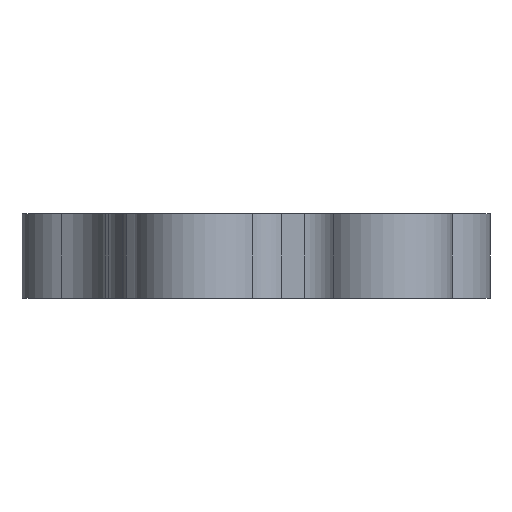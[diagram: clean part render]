
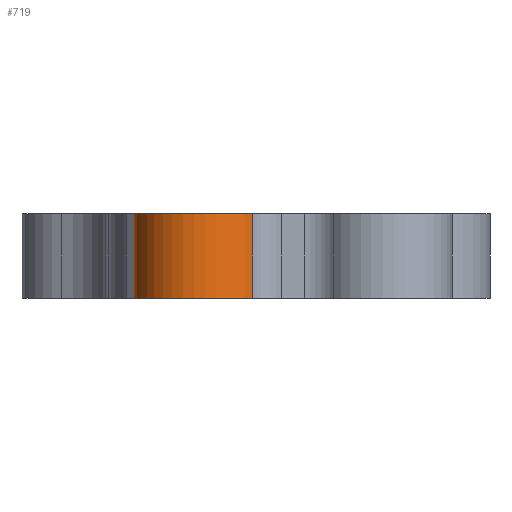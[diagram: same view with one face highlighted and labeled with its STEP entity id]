
A CAD part, left-side view. The second image highlights one B-rep face of the part: STEP entity #719.
In plain terms, the highlighted cylindrical face has radius 9 mm (diameter 18 mm), a partial arc.
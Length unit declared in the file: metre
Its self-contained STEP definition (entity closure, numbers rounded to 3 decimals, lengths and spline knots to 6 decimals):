
#19=LINE('',#1161,#60);
#20=LINE('',#1167,#61);
#60=VECTOR('',#916,1.);
#61=VECTOR('',#923,1.);
#98=CYLINDRICAL_SURFACE('',#787,0.009);
#148=ORIENTED_EDGE('',*,*,#346,.T.);
#149=ORIENTED_EDGE('',*,*,#347,.F.);
#150=ORIENTED_EDGE('',*,*,#348,.F.);
#151=ORIENTED_EDGE('',*,*,#344,.T.);
#344=EDGE_CURVE('',#442,#441,#19,.T.);
#346=EDGE_CURVE('',#441,#443,#513,.T.);
#347=EDGE_CURVE('',#444,#443,#20,.T.);
#348=EDGE_CURVE('',#442,#444,#514,.T.);
#441=VERTEX_POINT('',#1160);
#442=VERTEX_POINT('',#1162);
#443=VERTEX_POINT('',#1166);
#444=VERTEX_POINT('',#1168);
#513=CIRCLE('',#788,0.009);
#514=CIRCLE('',#789,0.009);
#570=EDGE_LOOP('',(#148,#149,#150,#151));
#639=FACE_BOUND('',#570,.T.);
#719=ADVANCED_FACE('',(#639),#98,.T.);
#787=AXIS2_PLACEMENT_3D('',#1164,#919,#920);
#788=AXIS2_PLACEMENT_3D('',#1165,#921,#922);
#789=AXIS2_PLACEMENT_3D('',#1169,#924,#925);
#916=DIRECTION('',(0.,0.,-1.));
#919=DIRECTION('',(0.,0.,-1.));
#920=DIRECTION('',(-1.,0.,0.));
#921=DIRECTION('',(0.,0.,1.));
#922=DIRECTION('',(1.,0.,0.));
#923=DIRECTION('',(0.,0.,-1.));
#924=DIRECTION('',(0.,0.,1.));
#925=DIRECTION('',(1.,0.,0.));
#1160=CARTESIAN_POINT('',(-0.029239,0.045704,0.));
#1161=CARTESIAN_POINT('',(-0.029239,0.045704,0.01143));
#1162=CARTESIAN_POINT('',(-0.029239,0.045704,0.01143));
#1164=CARTESIAN_POINT('',(-0.031088,0.036896,0.01143));
#1165=CARTESIAN_POINT('',(-0.031088,0.036896,0.));
#1166=CARTESIAN_POINT('',(-0.036736,0.029889,0.));
#1167=CARTESIAN_POINT('',(-0.036736,0.029889,0.01143));
#1168=CARTESIAN_POINT('',(-0.036736,0.029889,0.01143));
#1169=CARTESIAN_POINT('',(-0.031088,0.036896,0.01143));
